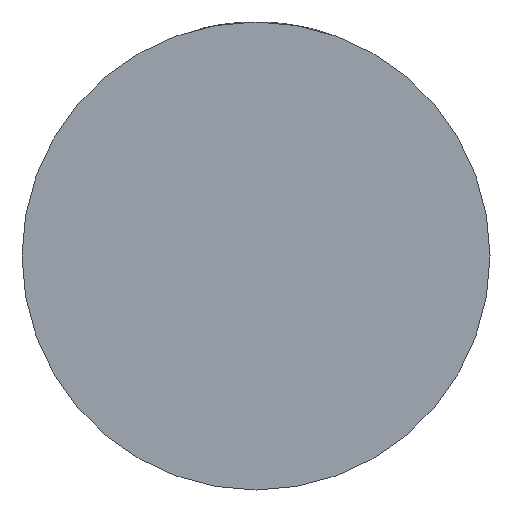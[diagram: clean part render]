
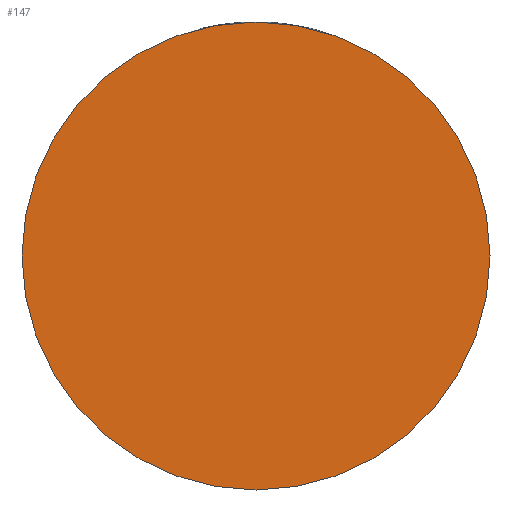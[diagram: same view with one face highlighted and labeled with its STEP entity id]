
A CAD part, front view. The second image highlights one B-rep face of the part: STEP entity #147.
In plain terms, the highlighted planar face has unit normal (0, -1, 0).
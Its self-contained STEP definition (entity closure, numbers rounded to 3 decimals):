
#31 = CARTESIAN_POINT ( 'NONE',  ( 0., 0., -6.5 ) ) ;
#131 = DIRECTION ( 'NONE',  ( 0., 0., 1. ) ) ;
#147 = ADVANCED_FACE ( 'NONE', ( #1234 ), #1269, .F. ) ;
#200 = DIRECTION ( 'NONE',  ( 0., 0., 1. ) ) ;
#265 = CARTESIAN_POINT ( 'NONE',  ( 0., 0., 0. ) ) ;
#317 = AXIS2_PLACEMENT_3D ( 'NONE', #265, #655, #1084 ) ;
#355 = CIRCLE ( 'NONE', #317, 6.5 ) ;
#430 = ORIENTED_EDGE ( 'NONE', *, *, #876, .F. ) ;
#494 = CARTESIAN_POINT ( 'NONE',  ( 0., 0., 0. ) ) ;
#532 = ORIENTED_EDGE ( 'NONE', *, *, #809, .F. ) ;
#628 = CARTESIAN_POINT ( 'NONE',  ( 0., 0., 0. ) ) ;
#644 = DIRECTION ( 'NONE',  ( 0., 1., 0. ) ) ;
#655 = DIRECTION ( 'NONE',  ( 0., 1., 0. ) ) ;
#689 = EDGE_LOOP ( 'NONE', ( #532, #430 ) ) ;
#705 = DIRECTION ( 'NONE',  ( 0., 1., 0. ) ) ;
#729 = CIRCLE ( 'NONE', #827, 6.5 ) ;
#806 = VERTEX_POINT ( 'NONE', #1288 ) ;
#809 = EDGE_CURVE ( 'NONE', #1070, #806, #355, .T. ) ;
#827 = AXIS2_PLACEMENT_3D ( 'NONE', #494, #705, #200 ) ;
#876 = EDGE_CURVE ( 'NONE', #806, #1070, #729, .T. ) ;
#888 = AXIS2_PLACEMENT_3D ( 'NONE', #628, #644, #131 ) ;
#1070 = VERTEX_POINT ( 'NONE', #31 ) ;
#1084 = DIRECTION ( 'NONE',  ( 0., 0., 1. ) ) ;
#1234 = FACE_OUTER_BOUND ( 'NONE', #689, .T. ) ;
#1269 = PLANE ( 'NONE',  #888 ) ;
#1288 = CARTESIAN_POINT ( 'NONE',  ( 0., 0., 6.5 ) ) ;
